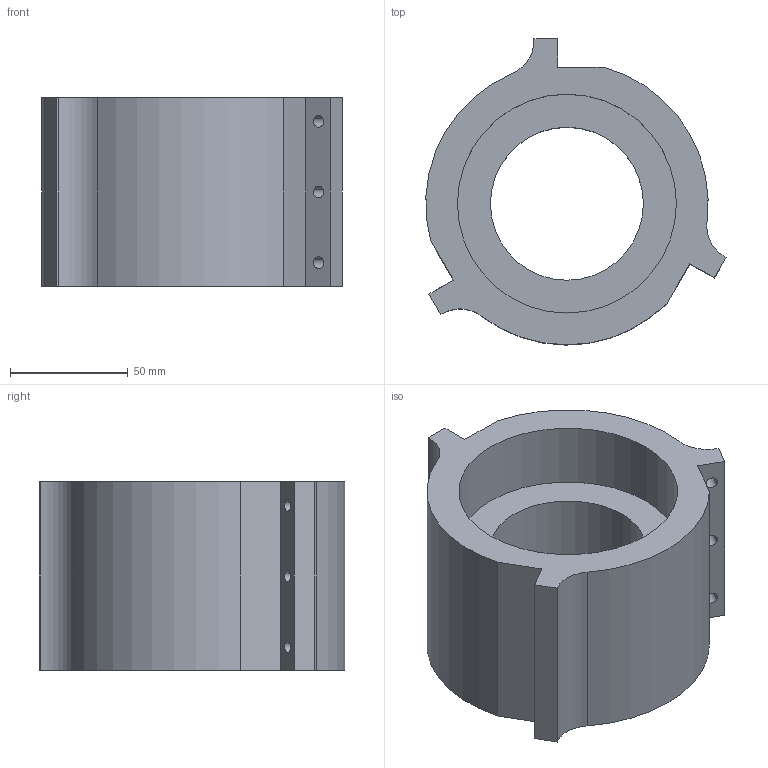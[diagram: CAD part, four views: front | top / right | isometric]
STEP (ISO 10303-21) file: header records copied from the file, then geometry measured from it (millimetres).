
FILE_DESCRIPTION(('CoCreate Modeling STEP Export'),'2;1');
FILE_NAME('m69.stp','2011-05-24T12:46:59',(''),(''),'CoCreate Modeling STEP processor for AP214 (Solid Model)','CoCreate Modeling 18.0P1120 20-Nov-2010 (C) Parametric Technology GmbH','');
FILE_SCHEMA(('AUTOMOTIVE_DESIGN { 1 0 10303 214 1 1 1 1 }'));
Length unit declared in the file: millimetre
Products named in the file (1): BODY_3____SOL2108_-_WSP__1VOLAN.PRT
Bounding box: 127.53 x 130 x 80 mm (x, y, z)
Volume: 564279.9 mm3; surface area: 71717 mm2
Topology: 1 solids, 1 shells, 52 faces, 120 edges, 80 vertices
Faces by surface type: cylinder 28, plane 24
Entity records: 1416 total; most frequent: ORIENTED_EDGE 240, DIRECTION 238, CARTESIAN_POINT 231, EDGE_CURVE 120, AXIS2_PLACEMENT_3D 87, VERTEX_POINT 80, EDGE_LOOP 64, VECTOR 64
